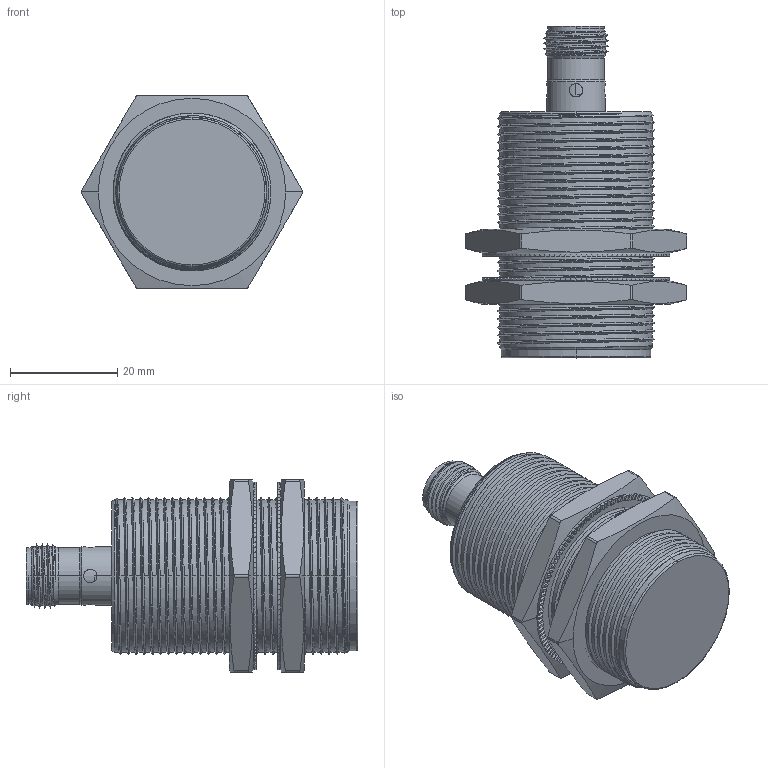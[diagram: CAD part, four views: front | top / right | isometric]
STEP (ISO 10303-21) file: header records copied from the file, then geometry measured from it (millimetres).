
FILE_DESCRIPTION (( 'STEP AP214' ), '1' );
FILE_NAME ('TM30齐平插件（P13-002（4）图4，总长62mm）.STEP', '2024-10-12T05:34:36', ( '' ), ( '' ), 'SwSTEP 2.0', 'SolidWorks 2023', '' );
FILE_SCHEMA (( 'AUTOMOTIVE_DESIGN' ));
Length unit declared in the file: millimetre
Products named in the file (4): G30-3_12.stp; TM30齐平插件（P13-002（4）图4，总长62mm）; TM30X59FI-Q12-Q01010174_3.stp; TM30齐平插件（P13-002（4）图4，总长62mm）.stp
Assembly tree (4 placements, depth 3):
  TM30齐平插件（P13-002（4）图4，总长62mm）
    TM30齐平插件（P13-002（4）图4，总长62mm）.stp
      TM30X59FI-Q12-Q01010174_3.stp
      G30-3_12.stp  x2
Bounding box: 41.41 x 62 x 36 mm (x, y, z)
Volume: 34489 mm3; surface area: 12978.7 mm2
Topology: 3 solids, 3 shells, 1000 faces, 2870 edges, 1896 vertices
Faces by surface type: plane 738, cylinder 189, cone 34, bspline 31, torus 6, sphere 2
Entity records: 33455 total; most frequent: CARTESIAN_POINT 17677, ORIENTED_EDGE 3624, DIRECTION 2852, EDGE_CURVE 1812, VERTEX_POINT 1192, AXIS2_PLACEMENT_3D 1104, B_SPLINE_CURVE_WITH_KNOTS 687, EDGE_LOOP 676
